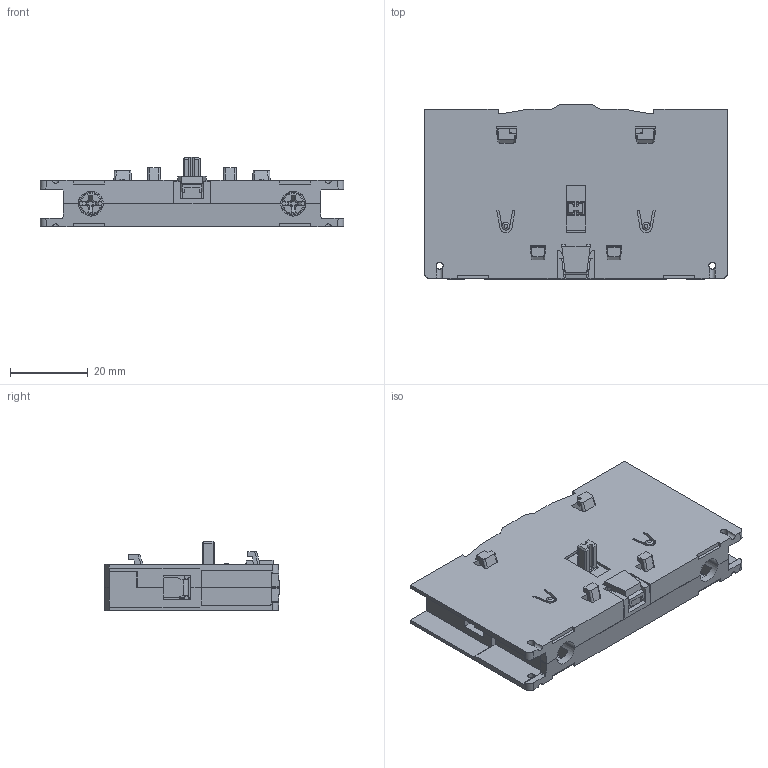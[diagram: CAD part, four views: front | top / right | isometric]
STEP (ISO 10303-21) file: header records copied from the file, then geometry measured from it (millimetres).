
FILE_DESCRIPTION(/* description */ (''),/* implementation_level */ '2;1');
FILE_NAME(/* name */ 'FILE_STP_CAD_DRAWING_3d_GAX42040A_prt.stp',/* time_stamp */ '2023-02-21T14:11:14+01:00',/* author */ (''),/* organization */ (''),/* preprocessor_version */ 'ST-DEVELOPER v16.7',/* originating_system */ 'SIEMENS PLM Software NX 12.0',/* authorisation */ '');
FILE_SCHEMA (('AUTOMOTIVE_DESIGN { 1 0 10303 214 3 1 1 1 }'));
Length unit declared in the file: millimetre
Products named in the file (1): 3d_GAX42040A
Bounding box: 78 x 44.8 x 17.96 mm (x, y, z)
Surface area: 17491.8 mm2 (no closed solid volume)
Topology: 0 solids, 23 shells, 665 faces, 2561 edges, 1863 vertices
Faces by surface type: plane 439, cylinder 188, bspline 16, cone 14, sphere 4, torus 4
Full cylindrical faces by diameter (mm): 1.8 x4, 2 x3, 4.7 x1, 4.8 x4
Entity records: 34324 total; most frequent: CARTESIAN_POINT 13353, ORIENTED_EDGE 4084, DIRECTION 4030, EDGE_CURVE 2507, LINE 1932, VECTOR 1932, VERTEX_POINT 1842, AXIS2_PLACEMENT_3D 1049
